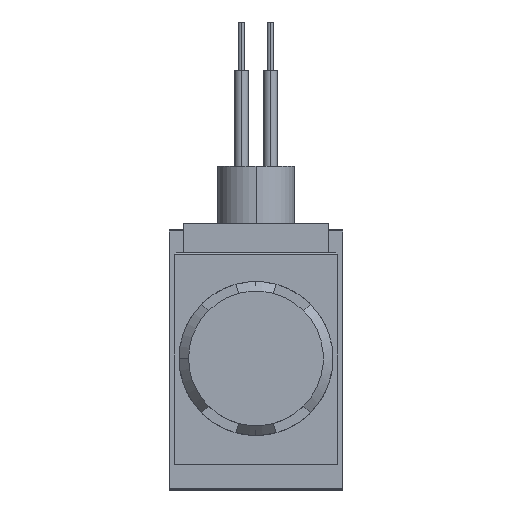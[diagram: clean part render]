
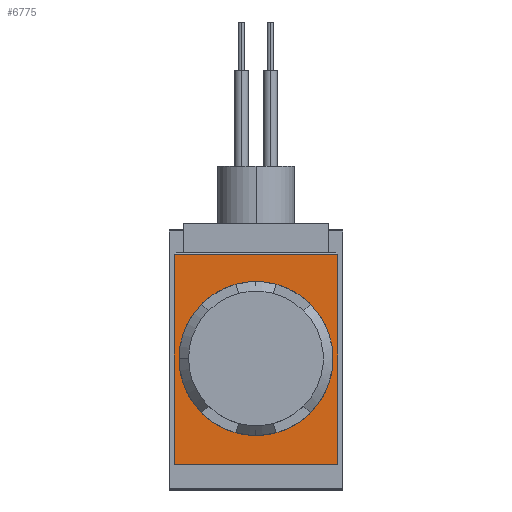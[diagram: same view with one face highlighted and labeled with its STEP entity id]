
A CAD part, top view. The second image highlights one B-rep face of the part: STEP entity #6775.
In plain terms, the highlighted planar face has unit normal (0, 0, 1).
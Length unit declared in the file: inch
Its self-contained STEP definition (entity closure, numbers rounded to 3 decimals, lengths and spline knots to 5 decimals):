
#2 = FACE_BOUND ( 'NONE', #1079, .T. ) ;
#11 = EDGE_CURVE ( 'NONE', #4650, #52, #776, .T. ) ;
#45 = ORIENTED_EDGE ( 'NONE', *, *, #1560, .F. ) ;
#52 = VERTEX_POINT ( 'NONE', #4892 ) ;
#114 = VECTOR ( 'NONE', #3644, 39.37008 ) ;
#296 = DIRECTION ( 'NONE',  ( -1., 0., 0. ) ) ;
#352 = CARTESIAN_POINT ( 'NONE',  ( 0., 0.4252, 1.69291 ) ) ;
#354 = LINE ( 'NONE', #352, #114 ) ;
#407 = VECTOR ( 'NONE', #296, 39.37008 ) ;
#454 = CARTESIAN_POINT ( 'NONE',  ( 0.33465, -0.43307, 1.69291 ) ) ;
#633 = FACE_OUTER_BOUND ( 'NONE', #1219, .T. ) ;
#776 = CIRCLE ( 'NONE', #2113, 0.31496 ) ;
#791 = DIRECTION ( 'NONE',  ( -1., 0., 0. ) ) ;
#825 = CARTESIAN_POINT ( 'NONE',  ( -0.31496, 0., 1.69291 ) ) ;
#864 = CIRCLE ( 'NONE', #5793, 0.31496 ) ;
#1079 = EDGE_LOOP ( 'NONE', ( #5584, #45 ) ) ;
#1219 = EDGE_LOOP ( 'NONE', ( #6278, #6546, #3416, #6994 ) ) ;
#1345 = CARTESIAN_POINT ( 'NONE',  ( 0.33465, 0.4252, 1.69291 ) ) ;
#1560 = EDGE_CURVE ( 'NONE', #52, #4650, #864, .T. ) ;
#2113 = AXIS2_PLACEMENT_3D ( 'NONE', #4207, #4235, #5269 ) ;
#2949 = LINE ( 'NONE', #5127, #3110 ) ;
#2983 = CARTESIAN_POINT ( 'NONE',  ( 0., 0., 1.69291 ) ) ;
#3004 = VERTEX_POINT ( 'NONE', #1345 ) ;
#3110 = VECTOR ( 'NONE', #5103, 39.37008 ) ;
#3416 = ORIENTED_EDGE ( 'NONE', *, *, #5409, .F. ) ;
#3644 = DIRECTION ( 'NONE',  ( 1., 0., 0. ) ) ;
#4000 = AXIS2_PLACEMENT_3D ( 'NONE', #2983, #4101, #791 ) ;
#4101 = DIRECTION ( 'NONE',  ( 0., 0., -1. ) ) ;
#4207 = CARTESIAN_POINT ( 'NONE',  ( 0., 0., 1.69291 ) ) ;
#4235 = DIRECTION ( 'NONE',  ( 0., 0., 1. ) ) ;
#4276 = DIRECTION ( 'NONE',  ( 0., -1., 0. ) ) ;
#4304 = EDGE_CURVE ( 'NONE', #6464, #7014, #2949, .T. ) ;
#4335 = VERTEX_POINT ( 'NONE', #4980 ) ;
#4650 = VERTEX_POINT ( 'NONE', #825 ) ;
#4892 = CARTESIAN_POINT ( 'NONE',  ( 0.31496, 0., 1.69291 ) ) ;
#4980 = CARTESIAN_POINT ( 'NONE',  ( 0.33465, -0.43307, 1.69291 ) ) ;
#5035 = LINE ( 'NONE', #5219, #407 ) ;
#5103 = DIRECTION ( 'NONE',  ( 0., 1., 0. ) ) ;
#5127 = CARTESIAN_POINT ( 'NONE',  ( -0.33465, 0.43307, 1.69291 ) ) ;
#5219 = CARTESIAN_POINT ( 'NONE',  ( -0.33465, -0.43307, 1.69291 ) ) ;
#5230 = LINE ( 'NONE', #454, #5842 ) ;
#5269 = DIRECTION ( 'NONE',  ( -1., 0., 0. ) ) ;
#5403 = CARTESIAN_POINT ( 'NONE',  ( -0.33465, -0.43307, 1.69291 ) ) ;
#5409 = EDGE_CURVE ( 'NONE', #4335, #6464, #5035, .T. ) ;
#5584 = ORIENTED_EDGE ( 'NONE', *, *, #11, .F. ) ;
#5683 = DIRECTION ( 'NONE',  ( -1., 0., 0. ) ) ;
#5715 = DIRECTION ( 'NONE',  ( 0., 0., 1. ) ) ;
#5739 = CARTESIAN_POINT ( 'NONE',  ( 0., 0., 1.69291 ) ) ;
#5741 = PLANE ( 'NONE',  #4000 ) ;
#5793 = AXIS2_PLACEMENT_3D ( 'NONE', #5739, #5715, #5683 ) ;
#5842 = VECTOR ( 'NONE', #4276, 39.37008 ) ;
#5904 = CARTESIAN_POINT ( 'NONE',  ( -0.33465, 0.4252, 1.69291 ) ) ;
#6124 = EDGE_CURVE ( 'NONE', #3004, #4335, #5230, .T. ) ;
#6278 = ORIENTED_EDGE ( 'NONE', *, *, #6314, .F. ) ;
#6314 = EDGE_CURVE ( 'NONE', #7014, #3004, #354, .T. ) ;
#6464 = VERTEX_POINT ( 'NONE', #5403 ) ;
#6546 = ORIENTED_EDGE ( 'NONE', *, *, #4304, .F. ) ;
#6775 = ADVANCED_FACE ( 'NONE', ( #633, #2 ), #5741, .F. ) ;
#6994 = ORIENTED_EDGE ( 'NONE', *, *, #6124, .F. ) ;
#7014 = VERTEX_POINT ( 'NONE', #5904 ) ;
